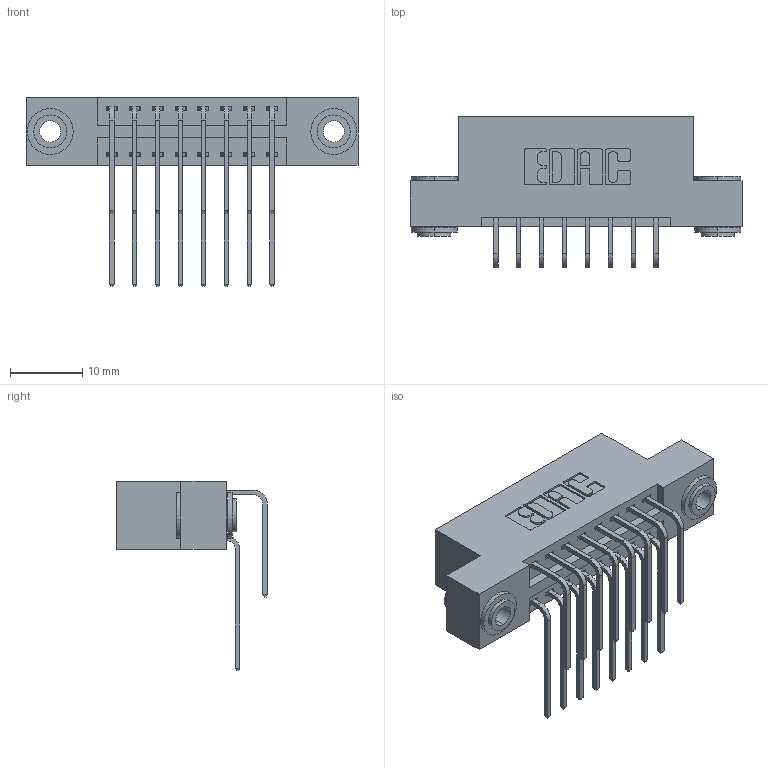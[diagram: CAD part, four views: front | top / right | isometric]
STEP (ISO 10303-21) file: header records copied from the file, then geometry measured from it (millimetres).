
FILE_DESCRIPTION (( 'STEP AP203' ), '1' );
FILE_NAME ('346-016-559-203.STEP', '2022-05-18T16:29:40', ( '' ), ( '' ), 'SwSTEP 2.0', 'SolidWorks 2020', '' );
FILE_SCHEMA (( 'CONFIG_CONTROL_DESIGN' ));
Length unit declared in the file: inch
Products named in the file (5): 345-292-001_559 Tail - 2; 346-016-559-203; 345-250-002_345-250-002-102; 345-292-001_558 559 Tail - 1; 346 Part_Flush Mounting Lugs - 0.156 Dia-TH
Assembly tree (19 placements, depth 2):
  346-016-559-203
    346 Part_Flush Mounting Lugs - 0.156 Dia-TH
    345-292-001_558 559 Tail - 1  x8
    345-292-001_559 Tail - 2  x8
    345-250-002_345-250-002-102  x2
Bounding box: 45.97 x 20.89 x 26.16 mm (x, y, z)
Volume: 4312.6 mm3; surface area: 6085 mm2
Topology: 19 solids, 19 shells, 1038 faces, 3017 edges, 1986 vertices
Faces by surface type: plane 692, cylinder 338, cone 8
Entity records: 12648 total; most frequent: CARTESIAN_POINT 2164, ORIENTED_EDGE 2038, DIRECTION 1961, EDGE_CURVE 1019, VECTOR 791, LINE 791, VERTEX_POINT 674, AXIS2_PLACEMENT_3D 585
